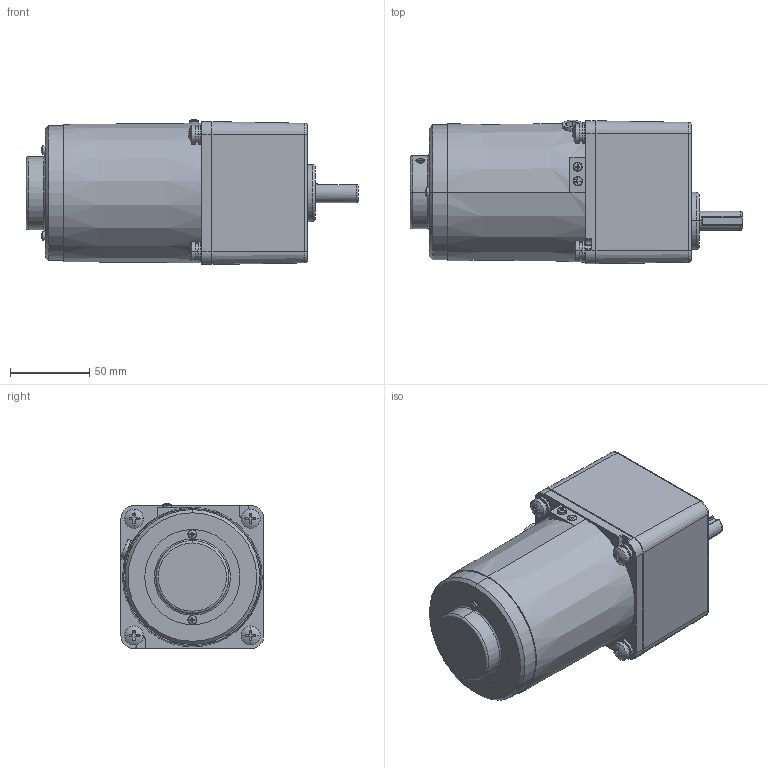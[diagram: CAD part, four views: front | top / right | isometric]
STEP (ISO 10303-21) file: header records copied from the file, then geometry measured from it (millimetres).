
FILE_DESCRIPTION (( 'STEP AP203' ), '1' );
FILE_NAME ('5IK40RGN-C(5GN3K-200K).STEP', '2020-04-09T03:13:07', ( 'Windows 蚚誧' ), ( '' ), 'SwSTEP 2.0', 'SolidWorks 2019', '' );
FILE_SCHEMA (( 'CONFIG_CONTROL_DESIGN' ));
Length unit declared in the file: millimetre
Products named in the file (11): 5IK40GN-C(5GN3K-200K); 3IK15RA-C_AF0^3ik15ra-c_asm(2)_70TSZ; PRT0099^3ik15ra-c_asm(2)_70TSZ; 5IK40A-C.stp; PRT0101^3ik15ra-c_asm(2)_70TSZ; M3; 3ik15ra-c_asm(2)^70TSZ; 5IK40A-C; 70TSZ; 5GN3K‵200K; 5IK40RGN-C(5GN3K-200K)
Assembly tree (10 placements, depth 4):
  5IK40RGN-C(5GN3K-200K)
    5IK40GN-C(5GN3K-200K)
      5IK40A-C
        5IK40A-C.stp
        M3
      5GN3K‵200K
    70TSZ
      3ik15ra-c_asm(2)^70TSZ
        3IK15RA-C_AF0^3ik15ra-c_asm(2)_70TSZ
        PRT0099^3ik15ra-c_asm(2)_70TSZ
        PRT0101^3ik15ra-c_asm(2)_70TSZ
Bounding box: 209.2 x 90.47 x 91.35 mm (x, y, z)
Volume: 1119203.5 mm3; surface area: 117151.9 mm2
Topology: 37 solids, 37 shells, 1180 faces, 2959 edges, 1874 vertices
Faces by surface type: plane 407, cylinder 402, cone 257, sphere 58, torus 54, bspline 2
Entity records: 37396 total; most frequent: CARTESIAN_POINT 6990, DIRECTION 6759, ORIENTED_EDGE 5858, EDGE_CURVE 2929, AXIS2_PLACEMENT_3D 2783, VERTEX_POINT 1874, CIRCLE 1588, EDGE_LOOP 1269
